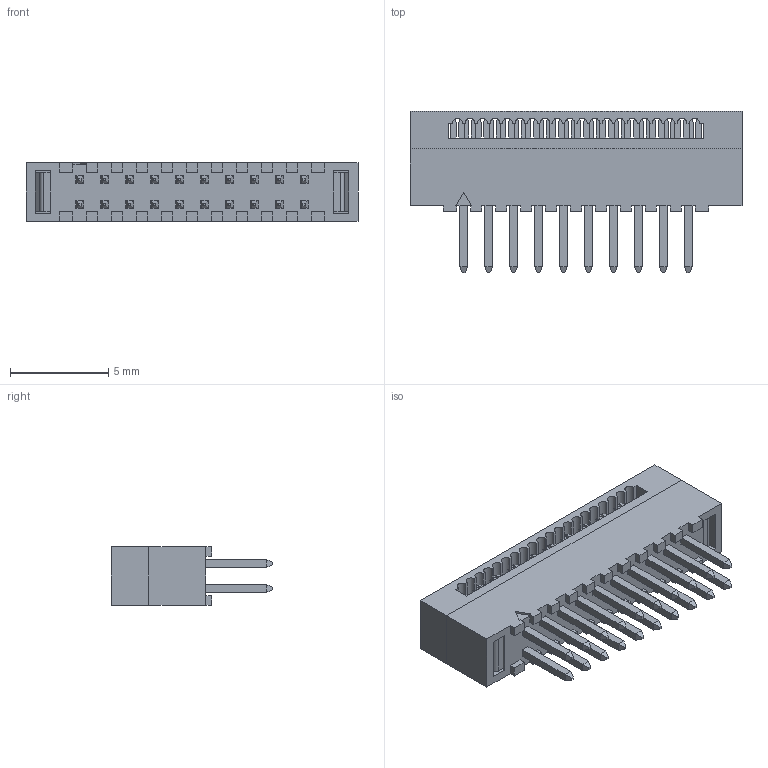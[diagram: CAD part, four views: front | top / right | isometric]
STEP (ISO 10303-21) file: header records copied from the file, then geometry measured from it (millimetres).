
FILE_DESCRIPTION((''),'2;1');
FILE_NAME('M50-3801042_ASM','2012-09-11T',('sbennett'),(''),'PRO/ENGINEER BY PARAMETRIC TECHNOLOGY CORPORATION, 2011490','PRO/ENGINEER BY PARAMETRIC TECHNOLOGY CORPORATION, 2011490','');
FILE_SCHEMA(('CONFIG_CONTROL_DESIGN','SHAPE_APPEARANCE_LAYERS_GROUPS'));
Length unit declared in the file: millimetre
Products named in the file (4): M50-38010_MOULD; M50-380_PIN; M50-38010_CAP; M50-3801042_ASM
Assembly tree (22 placements, depth 2):
  M50-3801042_ASM
    M50-38010_MOULD
    M50-380_PIN  x20
    M50-38010_CAP
Bounding box: 16.9 x 8.2 x 3 mm (x, y, z)
Volume: 211.3 mm3; surface area: 956.1 mm2
Topology: 22 solids, 22 shells, 1860 faces, 5371 edges, 3348 vertices
Faces by surface type: plane 1064, cylinder 492, sphere 304
Entity records: 43472 total; most frequent: CARTESIAN_POINT 5816, ORIENTED_EDGE 5308, DIRECTION 5090, PRESENTATION_STYLE_ASSIGNMENT 3052, STYLED_ITEM 2659, CURVE_STYLE 2654, EDGE_CURVE 2654, VECTOR 1868
